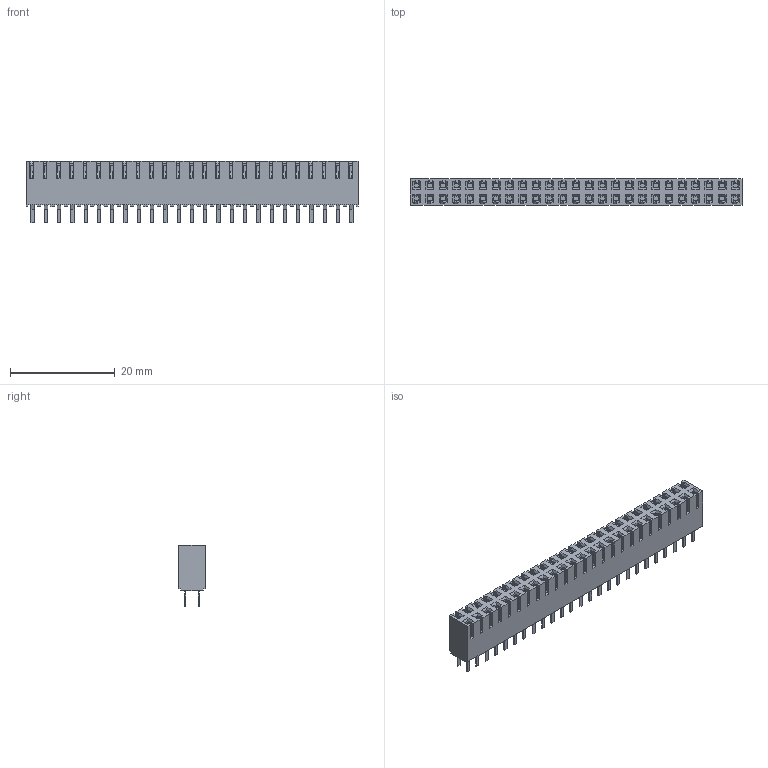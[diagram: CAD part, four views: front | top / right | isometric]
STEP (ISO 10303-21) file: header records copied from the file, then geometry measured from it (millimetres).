
FILE_DESCRIPTION((''),'2;1');
FILE_NAME('015445150','2008-05-22T',('PNB'),(''),'PRO/ENGINEER BY PARAMETRIC TECHNOLOGY CORPORATION, 2003451','PRO/ENGINEER BY PARAMETRIC TECHNOLOGY CORPORATION, 2003451','');
FILE_SCHEMA(('CONFIG_CONTROL_DESIGN'));
Products named in the file (1): 015445150
Bounding box: 63.47 x 5.05 x 11.68 mm (x, y, z)
Volume: 2158.8 mm3; surface area: 5622.9 mm2
Topology: 1 solids, 1 shells, 2834 faces, 8324 edges, 5466 vertices
Faces by surface type: plane 2434, cylinder 400
Entity records: 92977 total; most frequent: CARTESIAN_POINT 16525, ORIENTED_EDGE 16448, DIRECTION 14944, EDGE_CURVE 8224, VECTOR 7374, LINE 7374, VERTEX_POINT 5366, AXIS2_PLACEMENT_3D 3785
